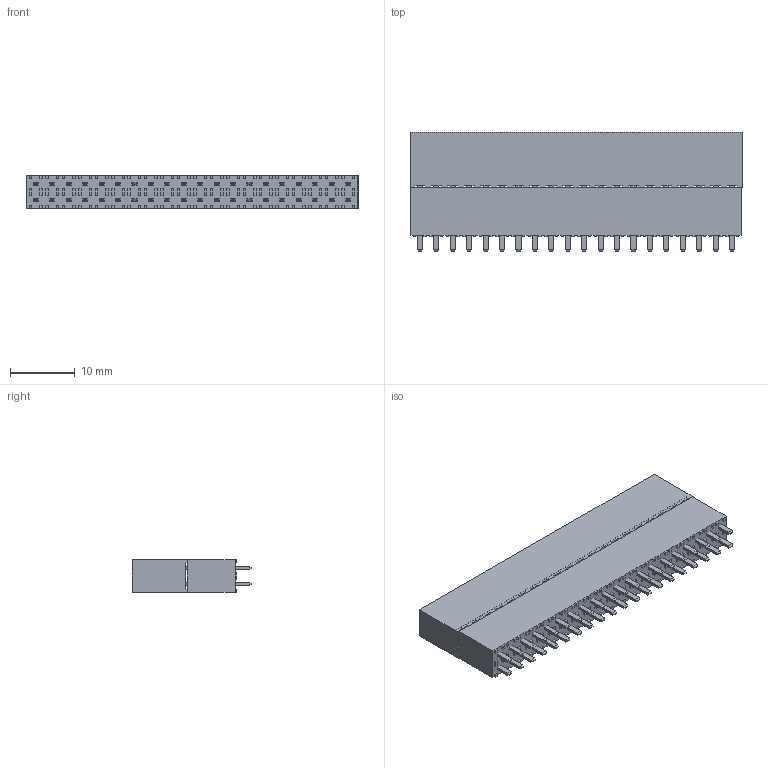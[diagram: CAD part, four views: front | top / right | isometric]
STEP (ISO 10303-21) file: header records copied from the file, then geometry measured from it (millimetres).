
FILE_DESCRIPTION(/* description */ ('STEP AP214'),/* implementation_level */ '2;1');
FILE_NAME(/* name */ 'ESW-120-33-G-D',/* time_stamp */ '2025-04-18T17:58:00+02:00',/* author */ ('License CC BY-ND 4.0'),/* organization */ ('CADENAS'),/* preprocessor_version */ 'ST-DEVELOPER v19.3',/* originating_system */ 'PARTsolutions',/* authorisation */ ' ');
FILE_SCHEMA (('AUTOMOTIVE_DESIGN {1 0 10303 214 3 1 1}'));
Length unit declared in the file: inch
Products named in the file (5): ESW-120-33-G-D; ESW-120-33-G-D_socket; ESW-120-33-G-D_pins; ESW-120-33-G-D2_PINS; ESW-120-33-G-D_bsocket
Assembly tree (4 placements, depth 2):
  ESW-120-33-G-D
    ESW-120-33-G-D_socket
    ESW-120-33-G-D_pins
    ESW-120-33-G-D2_PINS
    ESW-120-33-G-D_bsocket
Bounding box: 51.31 x 18.41 x 5.08 mm (x, y, z)
Volume: 4035.7 mm3; surface area: 6067.3 mm2
Topology: 4 solids, 4 shells, 1708 faces, 4460 edges, 2920 vertices
Faces by surface type: plane 1668, cylinder 40
Entity records: 51274 total; most frequent: CARTESIAN_POINT 9093, ORIENTED_EDGE 8920, DIRECTION 7966, EDGE_CURVE 4460, LINE 4380, VECTOR 4380, VERTEX_POINT 2920, EDGE_LOOP 1868
